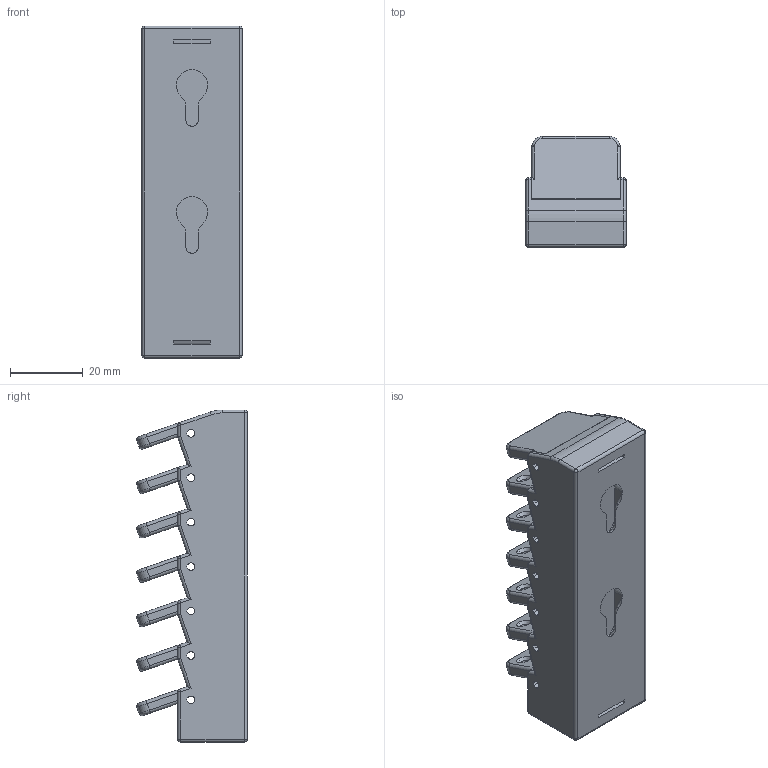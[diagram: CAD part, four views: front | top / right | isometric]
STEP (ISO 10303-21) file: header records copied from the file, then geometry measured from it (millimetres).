
FILE_DESCRIPTION (( 'STEP AP214' ), '1' );
FILE_NAME ('SV4 dock.STEP', '2024-12-11T03:58:30', ( '' ), ( '' ), 'MPSTEP 2.0', 'Macroplastics Offline CAD Suite', '' );
FILE_SCHEMA (( 'UwU' ));
Length unit declared in the file: millimetre
Products named in the file (1): SV4 dock
Bounding box: 27.65 x 30.5 x 91.48 mm (x, y, z)
Volume: 34806.1 mm3; surface area: 31276.5 mm2
Topology: 3 solids, 3 shells, 875 faces, 2385 edges, 1476 vertices
Faces by surface type: plane 439, cylinder 268, bspline 56, cone 52, torus 30, sphere 30
Entity records: 29801 total; most frequent: CARTESIAN_POINT 7852, ORIENTED_EDGE 4710, DIRECTION 4386, EDGE_CURVE 2355, VECTOR 1582, LINE 1582, VERTEX_POINT 1476, AXIS2_PLACEMENT_3D 1402
